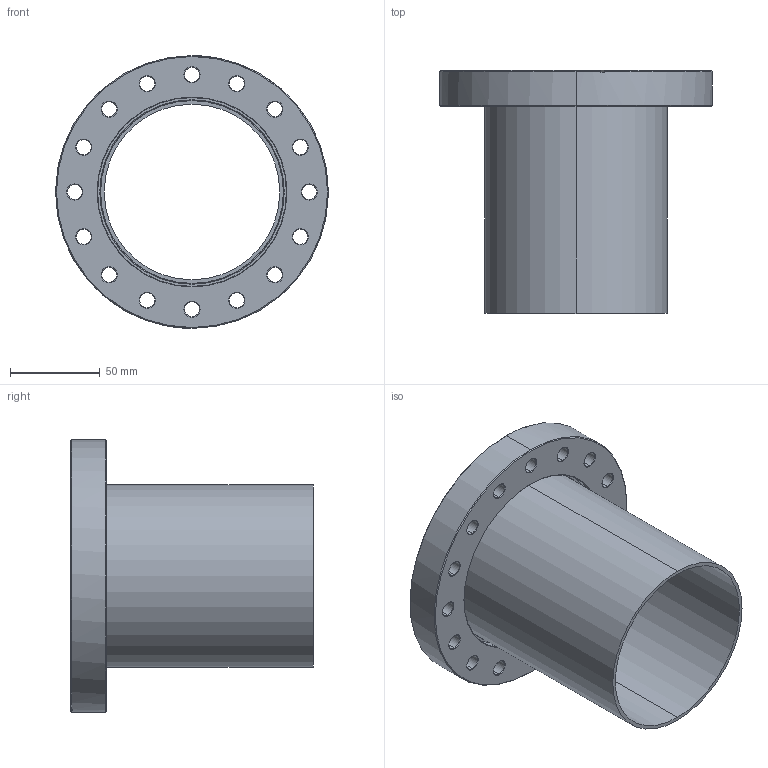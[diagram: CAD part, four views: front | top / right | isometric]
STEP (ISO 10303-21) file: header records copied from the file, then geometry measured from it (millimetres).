
FILE_DESCRIPTION (( 'STEP AP214' ), '1' );
FILE_NAME ('Hositrad_FO100-102R-HalfNipple.STEP', '2014-08-18T08:59:47', ( '' ), ( '' ), 'SwSTEP 2.0', 'SolidWorks 2014', '' );
FILE_SCHEMA (( 'AUTOMOTIVE_DESIGN' ));
Length unit declared in the file: millimetre
Products named in the file (5): NW100CF-R-InnerWeld_CF100-102; NW100CF-R-Outerring_CF100-102; Tube101.6-All_Tube 101.6 L=123,9; CF100-R-Weld-All; Hositrad_FO100-102R-HalfNipple
Assembly tree (4 placements, depth 3):
  Hositrad_FO100-102R-HalfNipple
    CF100-R-Weld-All
      NW100CF-R-Outerring_CF100-102
      NW100CF-R-InnerWeld_CF100-102
    Tube101.6-All_Tube 101.6 L=123,9
Bounding box: 151.6 x 134.9 x 151.6 mm (x, y, z)
Volume: 254777 mm3; surface area: 136965.3 mm2
Topology: 3 solids, 3 shells, 149 faces, 344 edges, 202 vertices
Faces by surface type: cone 86, cylinder 48, plane 15
Entity records: 4806 total; most frequent: DIRECTION 840, CARTESIAN_POINT 727, ORIENTED_EDGE 688, AXIS2_PLACEMENT_3D 347, EDGE_CURVE 344, VERTEX_POINT 202, CIRCLE 190, EDGE_LOOP 188
